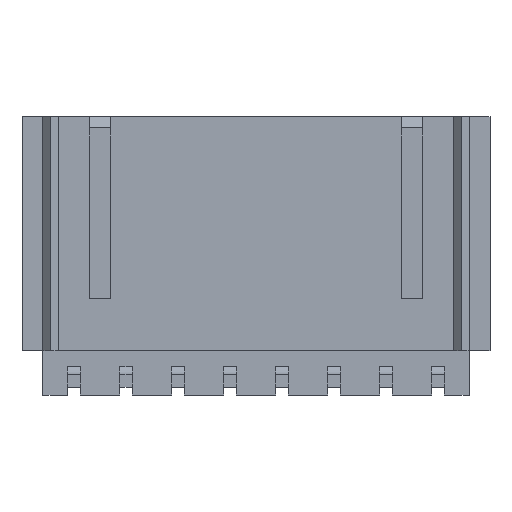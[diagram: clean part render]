
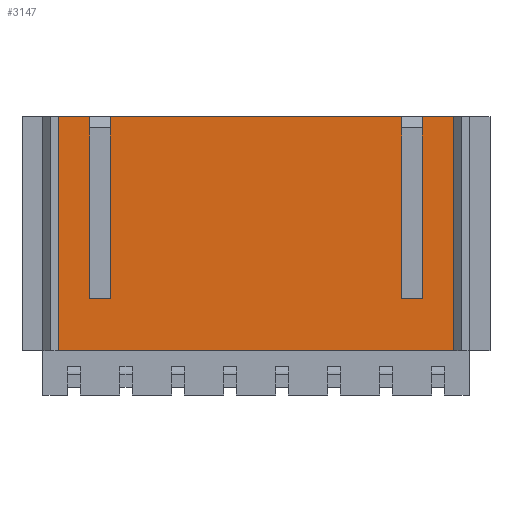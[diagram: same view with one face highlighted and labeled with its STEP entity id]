
A CAD part, front view. The second image highlights one B-rep face of the part: STEP entity #3147.
In plain terms, the highlighted planar face has unit normal (0, -1, 0).
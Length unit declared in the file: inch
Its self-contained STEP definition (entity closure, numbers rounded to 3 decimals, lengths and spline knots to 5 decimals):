
#13=DIRECTION('',(1.,0.,0.));
#14=VECTOR('',#13,0.76);
#15=CARTESIAN_POINT('',(-0.38,-0.1,-0.225));
#16=LINE('',#15,#14);
#65=DIRECTION('',(1.,0.,0.));
#66=VECTOR('',#65,0.04);
#67=CARTESIAN_POINT('',(-0.32,-0.1,-0.125));
#68=LINE('',#67,#66);
#69=DIRECTION('',(0.,0.,-1.));
#70=VECTOR('',#69,0.35);
#71=CARTESIAN_POINT('',(-0.28,-0.1,0.225));
#72=LINE('',#71,#70);
#73=DIRECTION('',(0.,0.,-1.));
#74=VECTOR('',#73,0.35);
#75=CARTESIAN_POINT('',(0.28,-0.1,0.225));
#76=LINE('',#75,#74);
#77=DIRECTION('',(1.,0.,0.));
#78=VECTOR('',#77,0.04);
#79=CARTESIAN_POINT('',(0.28,-0.1,-0.125));
#80=LINE('',#79,#78);
#81=DIRECTION('',(0.,0.,-1.));
#82=VECTOR('',#81,0.35);
#83=CARTESIAN_POINT('',(0.32,-0.1,0.225));
#84=LINE('',#83,#82);
#85=DIRECTION('',(0.,0.,1.));
#86=VECTOR('',#85,0.45);
#87=CARTESIAN_POINT('',(0.38,-0.1,-0.225));
#88=LINE('',#87,#86);
#89=DIRECTION('',(0.,0.,1.));
#90=VECTOR('',#89,0.45);
#91=CARTESIAN_POINT('',(-0.38,-0.1,-0.225));
#92=LINE('',#91,#90);
#93=DIRECTION('',(0.,0.,-1.));
#94=VECTOR('',#93,0.35);
#95=CARTESIAN_POINT('',(-0.32,-0.1,0.225));
#96=LINE('',#95,#94);
#105=DIRECTION('',(1.,0.,0.));
#106=VECTOR('',#105,0.56);
#107=CARTESIAN_POINT('',(-0.28,-0.1,0.225));
#108=LINE('',#107,#106);
#121=DIRECTION('',(1.,0.,0.));
#122=VECTOR('',#121,0.06);
#123=CARTESIAN_POINT('',(-0.38,-0.1,0.225));
#124=LINE('',#123,#122);
#177=DIRECTION('',(1.,0.,0.));
#178=VECTOR('',#177,0.06);
#179=CARTESIAN_POINT('',(0.32,-0.1,0.225));
#180=LINE('',#179,#178);
#2441=CARTESIAN_POINT('',(0.28,-0.1,0.225));
#2443=VERTEX_POINT('',#2441);
#2445=CARTESIAN_POINT('',(0.32,-0.1,0.225));
#2447=VERTEX_POINT('',#2445);
#2449=CARTESIAN_POINT('',(-0.32,-0.1,-0.125));
#2450=CARTESIAN_POINT('',(-0.28,-0.1,-0.125));
#2451=VERTEX_POINT('',#2449);
#2452=VERTEX_POINT('',#2450);
#2453=CARTESIAN_POINT('',(0.28,-0.1,-0.125));
#2454=VERTEX_POINT('',#2453);
#2455=CARTESIAN_POINT('',(0.32,-0.1,-0.125));
#2456=VERTEX_POINT('',#2455);
#2485=CARTESIAN_POINT('',(-0.32,-0.1,0.225));
#2486=VERTEX_POINT('',#2485);
#2487=CARTESIAN_POINT('',(-0.28,-0.1,0.225));
#2488=VERTEX_POINT('',#2487);
#2569=CARTESIAN_POINT('',(0.38,-0.1,-0.225));
#2570=CARTESIAN_POINT('',(0.38,-0.1,0.225));
#2571=VERTEX_POINT('',#2569);
#2572=VERTEX_POINT('',#2570);
#2581=CARTESIAN_POINT('',(-0.38,-0.1,-0.225));
#2582=CARTESIAN_POINT('',(-0.38,-0.1,0.225));
#2583=VERTEX_POINT('',#2581);
#2584=VERTEX_POINT('',#2582);
#3117=CARTESIAN_POINT('',(-0.45,-0.1,-0.225));
#3118=DIRECTION('',(0.,-1.,0.));
#3119=DIRECTION('',(1.,0.,0.));
#3120=AXIS2_PLACEMENT_3D('',#3117,#3118,#3119);
#3121=PLANE('',#3120);
#3123=ORIENTED_EDGE('',*,*,#3122,.T.);
#3125=ORIENTED_EDGE('',*,*,#3124,.F.);
#3127=ORIENTED_EDGE('',*,*,#3126,.T.);
#3129=ORIENTED_EDGE('',*,*,#3128,.T.);
#3131=ORIENTED_EDGE('',*,*,#3130,.T.);
#3133=ORIENTED_EDGE('',*,*,#3132,.F.);
#3135=ORIENTED_EDGE('',*,*,#3134,.T.);
#3137=ORIENTED_EDGE('',*,*,#3136,.F.);
#3138=ORIENTED_EDGE('',*,*,#3060,.F.);
#3140=ORIENTED_EDGE('',*,*,#3139,.T.);
#3142=ORIENTED_EDGE('',*,*,#3141,.T.);
#3144=ORIENTED_EDGE('',*,*,#3143,.T.);
#3145=EDGE_LOOP('',(#3123,#3125,#3127,#3129,#3131,#3133,#3135,#3137,#3138,#3140,
#3142,#3144));
#3146=FACE_OUTER_BOUND('',#3145,.F.);
#3147=ADVANCED_FACE('',(#3146),#3121,.T.);
#3060=EDGE_CURVE('',#2583,#2571,#16,.T.);
#3122=EDGE_CURVE('',#2451,#2452,#68,.T.);
#3124=EDGE_CURVE('',#2488,#2452,#72,.T.);
#3126=EDGE_CURVE('',#2488,#2443,#108,.T.);
#3128=EDGE_CURVE('',#2443,#2454,#76,.T.);
#3130=EDGE_CURVE('',#2454,#2456,#80,.T.);
#3132=EDGE_CURVE('',#2447,#2456,#84,.T.);
#3134=EDGE_CURVE('',#2447,#2572,#180,.T.);
#3136=EDGE_CURVE('',#2571,#2572,#88,.T.);
#3139=EDGE_CURVE('',#2583,#2584,#92,.T.);
#3141=EDGE_CURVE('',#2584,#2486,#124,.T.);
#3143=EDGE_CURVE('',#2486,#2451,#96,.T.);
